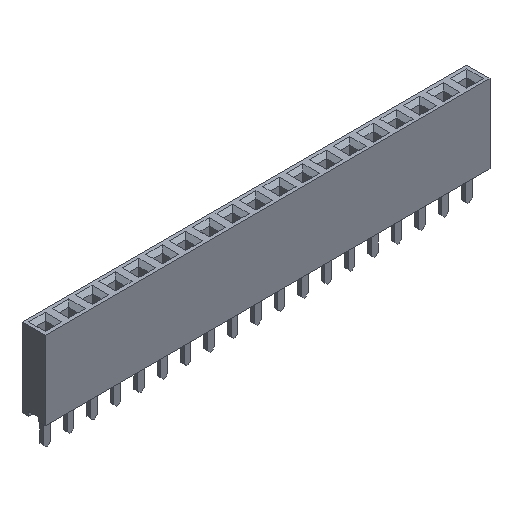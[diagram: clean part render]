
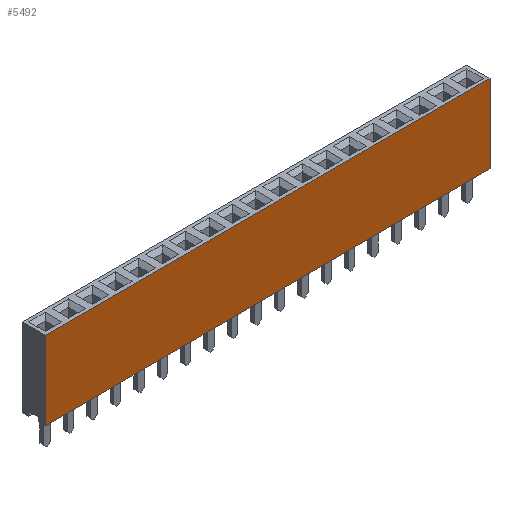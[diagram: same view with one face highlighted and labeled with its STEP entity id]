
A CAD part, isometric view. The second image highlights one B-rep face of the part: STEP entity #5492.
In plain terms, the highlighted planar face has unit normal (0, -1, 0).
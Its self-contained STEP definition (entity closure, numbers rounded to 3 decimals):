
#272=FACE_OUTER_BOUND('',#624,.T.);
#624=EDGE_LOOP('',(#4347,#4348,#4349,#4350));
#815=LINE('',#7532,#1561);
#896=LINE('',#7695,#1642);
#1163=LINE('',#8245,#1909);
#1167=LINE('',#8252,#1913);
#1561=VECTOR('',#6101,10.);
#1642=VECTOR('',#6190,10.);
#1909=VECTOR('',#6753,10.);
#1913=VECTOR('',#6761,10.);
#2289=VERTEX_POINT('',#7529);
#2290=VERTEX_POINT('',#7531);
#2368=VERTEX_POINT('',#7694);
#2503=VERTEX_POINT('',#8244);
#2779=EDGE_CURVE('',#2289,#2290,#815,.T.);
#2860=EDGE_CURVE('',#2290,#2368,#896,.T.);
#3127=EDGE_CURVE('',#2503,#2368,#1163,.T.);
#3131=EDGE_CURVE('',#2503,#2289,#1167,.T.);
#4347=ORIENTED_EDGE('',*,*,#3127,.T.);
#4348=ORIENTED_EDGE('',*,*,#2860,.F.);
#4349=ORIENTED_EDGE('',*,*,#2779,.F.);
#4350=ORIENTED_EDGE('',*,*,#3131,.F.);
#5159=PLANE('',#5859);
#5492=ADVANCED_FACE('',(#272),#5159,.T.);
#5859=AXIS2_PLACEMENT_3D('',#8321,#6833,#6834);
#6101=DIRECTION('',(1.,0.,0.));
#6190=DIRECTION('',(0.,0.,-1.));
#6753=DIRECTION('',(1.,0.,0.));
#6761=DIRECTION('',(0.,0.,1.));
#6833=DIRECTION('center_axis',(0.,-1.,0.));
#6834=DIRECTION('ref_axis',(1.,0.,0.));
#7529=CARTESIAN_POINT('',(-24.13,-1.25,8.6));
#7531=CARTESIAN_POINT('',(24.13,-1.25,8.6));
#7532=CARTESIAN_POINT('',(-24.13,-1.25,8.6));
#7694=CARTESIAN_POINT('',(24.13,-1.25,0.1));
#7695=CARTESIAN_POINT('',(24.13,-1.25,0.1));
#8244=CARTESIAN_POINT('',(-24.13,-1.25,0.1));
#8245=CARTESIAN_POINT('',(-24.13,-1.25,0.1));
#8252=CARTESIAN_POINT('',(-24.13,-1.25,0.1));
#8321=CARTESIAN_POINT('Origin',(-24.13,-1.25,0.1));
